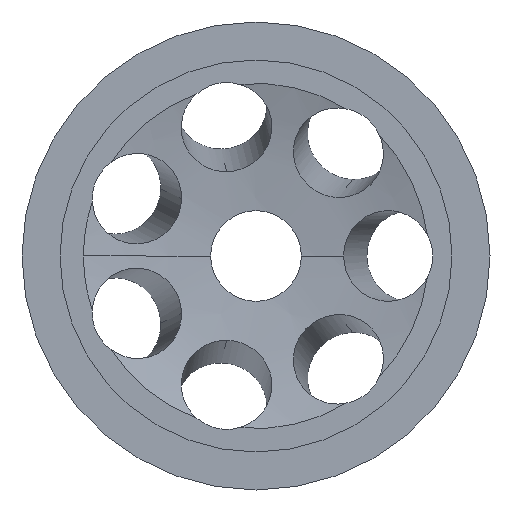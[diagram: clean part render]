
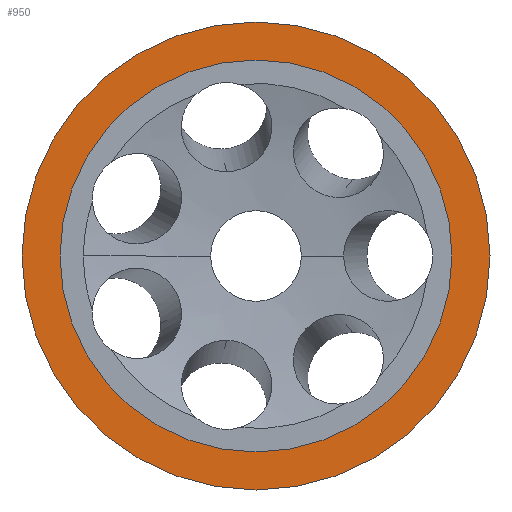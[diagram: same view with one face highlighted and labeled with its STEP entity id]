
A CAD part, front view. The second image highlights one B-rep face of the part: STEP entity #950.
In plain terms, the highlighted planar face has unit normal (0, -1, 0).
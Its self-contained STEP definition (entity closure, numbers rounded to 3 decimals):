
#43 = PLANE ( 'NONE',  #342 ) ;
#78 = CARTESIAN_POINT ( 'NONE',  ( 0., 7., 0. ) ) ;
#80 = CARTESIAN_POINT ( 'NONE',  ( 0., 7., 0. ) ) ;
#103 = CARTESIAN_POINT ( 'NONE',  ( 0., 7., 20. ) ) ;
#119 = DIRECTION ( 'NONE',  ( 0., 1., 0. ) ) ;
#135 = DIRECTION ( 'NONE',  ( 0., 0., 1. ) ) ;
#140 = EDGE_CURVE ( 'NONE', #1724, #260, #454, .T. ) ;
#149 = FACE_BOUND ( 'NONE', #161, .T. ) ;
#156 = CARTESIAN_POINT ( 'NONE',  ( 0., 7., 0. ) ) ;
#161 = EDGE_LOOP ( 'NONE', ( #1591, #868 ) ) ;
#189 = EDGE_CURVE ( 'NONE', #1556, #1326, #1558, .T. ) ;
#205 = DIRECTION ( 'NONE',  ( 0., 0., 1. ) ) ;
#260 = VERTEX_POINT ( 'NONE', #660 ) ;
#325 = CIRCLE ( 'NONE', #1132, 16.75 ) ;
#342 = AXIS2_PLACEMENT_3D ( 'NONE', #730, #1741, #1454 ) ;
#454 = CIRCLE ( 'NONE', #866, 16.75 ) ;
#509 = CIRCLE ( 'NONE', #1403, 20. ) ;
#660 = CARTESIAN_POINT ( 'NONE',  ( 0., 7., 16.75 ) ) ;
#730 = CARTESIAN_POINT ( 'NONE',  ( 0., 7., 0. ) ) ;
#742 = DIRECTION ( 'NONE',  ( 0., 1., 0. ) ) ;
#757 = ORIENTED_EDGE ( 'NONE', *, *, #1749, .F. ) ;
#842 = EDGE_CURVE ( 'NONE', #260, #1724, #325, .T. ) ;
#866 = AXIS2_PLACEMENT_3D ( 'NONE', #156, #119, #135 ) ;
#868 = ORIENTED_EDGE ( 'NONE', *, *, #842, .T. ) ;
#939 = DIRECTION ( 'NONE',  ( 0., 1., 0. ) ) ;
#950 = ADVANCED_FACE ( 'NONE', ( #149, #1235 ), #43, .F. ) ;
#1049 = DIRECTION ( 'NONE',  ( 0., 1., 0. ) ) ;
#1132 = AXIS2_PLACEMENT_3D ( 'NONE', #80, #742, #1470 ) ;
#1235 = FACE_OUTER_BOUND ( 'NONE', #1294, .T. ) ;
#1294 = EDGE_LOOP ( 'NONE', ( #1346, #757 ) ) ;
#1326 = VERTEX_POINT ( 'NONE', #103 ) ;
#1346 = ORIENTED_EDGE ( 'NONE', *, *, #189, .F. ) ;
#1403 = AXIS2_PLACEMENT_3D ( 'NONE', #78, #1049, #205 ) ;
#1454 = DIRECTION ( 'NONE',  ( 0., 0., 1. ) ) ;
#1470 = DIRECTION ( 'NONE',  ( 0., 0., 1. ) ) ;
#1523 = DIRECTION ( 'NONE',  ( 0., 0., 1. ) ) ;
#1554 = AXIS2_PLACEMENT_3D ( 'NONE', #1803, #939, #1523 ) ;
#1556 = VERTEX_POINT ( 'NONE', #1585 ) ;
#1558 = CIRCLE ( 'NONE', #1554, 20. ) ;
#1585 = CARTESIAN_POINT ( 'NONE',  ( 0., 7., -20. ) ) ;
#1591 = ORIENTED_EDGE ( 'NONE', *, *, #140, .T. ) ;
#1609 = CARTESIAN_POINT ( 'NONE',  ( 0., 7., -16.75 ) ) ;
#1724 = VERTEX_POINT ( 'NONE', #1609 ) ;
#1741 = DIRECTION ( 'NONE',  ( 0., 1., 0. ) ) ;
#1749 = EDGE_CURVE ( 'NONE', #1326, #1556, #509, .T. ) ;
#1803 = CARTESIAN_POINT ( 'NONE',  ( 0., 7., 0. ) ) ;
